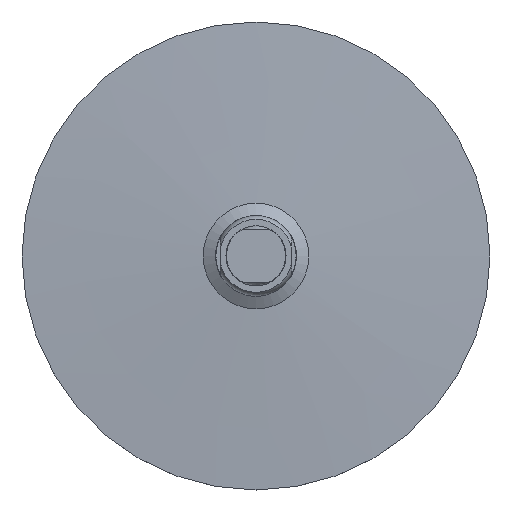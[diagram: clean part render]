
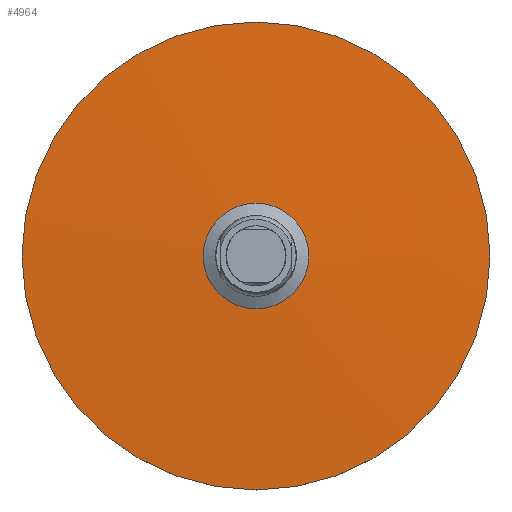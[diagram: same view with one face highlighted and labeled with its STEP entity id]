
A CAD part, top view. The second image highlights one B-rep face of the part: STEP entity #4964.
In plain terms, the highlighted conical face has half-angle 87 degrees and reference radius 21.043 mm.
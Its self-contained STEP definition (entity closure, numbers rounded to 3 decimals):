
#308=CONICAL_SURFACE('',#6179,21.043,1.518);
#436=CIRCLE('',#6166,23.671);
#444=CIRCLE('',#6180,105.);
#1161=ORIENTED_EDGE('',*,*,#2059,.F.);
#1162=ORIENTED_EDGE('',*,*,#2051,.F.);
#2051=EDGE_CURVE('',#3600,#3600,#436,.T.);
#2059=EDGE_CURVE('',#3608,#3608,#444,.T.);
#2781=EDGE_LOOP('',(#1161));
#2782=EDGE_LOOP('',(#1162));
#3600=VERTEX_POINT('',#8528);
#3608=VERTEX_POINT('',#8550);
#4292=FACE_BOUND('',#2781,.T.);
#4293=FACE_BOUND('',#2782,.T.);
#4964=ADVANCED_FACE('',(#4292,#4293),#308,.T.);
#6166=AXIS2_PLACEMENT_3D('',#8527,#6894,#6895);
#6179=AXIS2_PLACEMENT_3D('',#8548,#6920,#6921);
#6180=AXIS2_PLACEMENT_3D('',#8549,#6922,#6923);
#6894=DIRECTION('',(0.,0.,1.));
#6895=DIRECTION('',(1.,0.,0.));
#6920=DIRECTION('',(0.,0.,-1.));
#6921=DIRECTION('',(-1.,0.,0.));
#6922=DIRECTION('',(0.,0.,-1.));
#6923=DIRECTION('',(1.,0.,0.));
#8527=CARTESIAN_POINT('',(0.,0.,4.262));
#8528=CARTESIAN_POINT('',(23.671,0.,4.262));
#8548=CARTESIAN_POINT('',(0.,0.,4.4));
#8549=CARTESIAN_POINT('',(0.,0.,0.));
#8550=CARTESIAN_POINT('',(105.,0.,0.));
